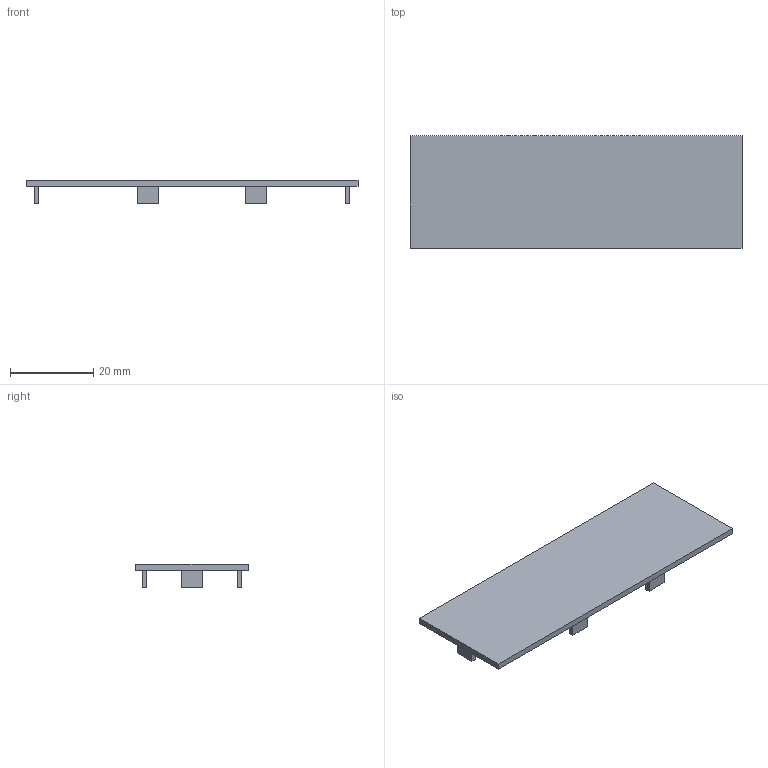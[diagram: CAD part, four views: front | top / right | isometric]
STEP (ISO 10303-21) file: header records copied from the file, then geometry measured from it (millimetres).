
FILE_DESCRIPTION (( 'STEP AP214' ), '1' );
FILE_NAME ('F000429,F000430_3D.step', '2022-10-10T14:02:35', ( '' ), ( '' ), 'SwSTEP 2.0', 'SolidWorks 2020', '' );
FILE_SCHEMA (( 'AUTOMOTIVE_DESIGN' ));
Length unit declared in the file: millimetre
Products named in the file (1): F000429,F000430_3D
Bounding box: 80 x 27 x 5.7 mm (x, y, z)
Volume: 3381.4 mm3; surface area: 4953.5 mm2
Topology: 1 solids, 1 shells, 36 faces, 84 edges, 56 vertices
Faces by surface type: plane 36
Entity records: 1042 total; most frequent: CARTESIAN_POINT 177, ORIENTED_EDGE 168, DIRECTION 158, VECTOR 84, EDGE_CURVE 84, LINE 84, VERTEX_POINT 56, EDGE_LOOP 42
